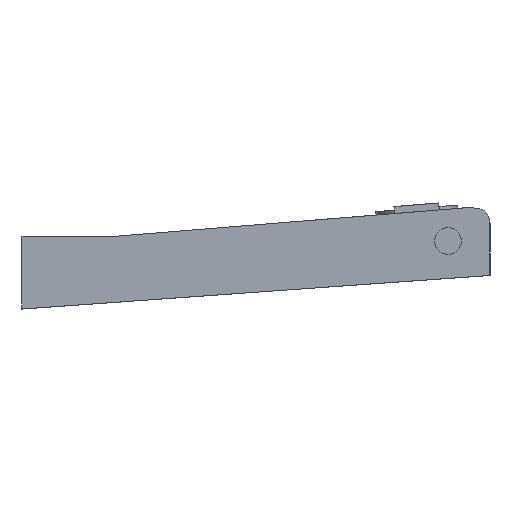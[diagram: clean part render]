
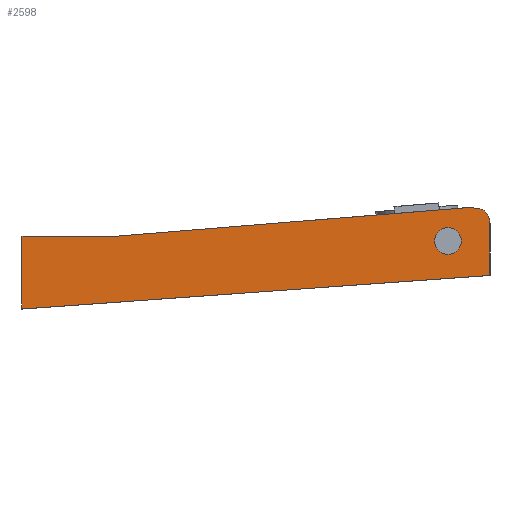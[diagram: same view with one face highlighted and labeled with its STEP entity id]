
A CAD part, left-side view. The second image highlights one B-rep face of the part: STEP entity #2598.
In plain terms, the highlighted planar face has unit normal (-1, 0, 0).
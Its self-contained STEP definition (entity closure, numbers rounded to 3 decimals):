
#50 = AXIS2_PLACEMENT_3D ( 'NONE', #147, #2825, #675 ) ;
#56 = VERTEX_POINT ( 'NONE', #2895 ) ;
#58 = EDGE_LOOP ( 'NONE', ( #2124, #1707, #3046, #561, #224, #2134, #669, #2164, #2248 ) ) ;
#98 = CARTESIAN_POINT ( 'NONE',  ( -40.226, -23.092, 20.649 ) ) ;
#100 = DIRECTION ( 'NONE',  ( 0., -0.997, 0.081 ) ) ;
#109 = DIRECTION ( 'NONE',  ( -1., 0., 0. ) ) ;
#141 = VECTOR ( 'NONE', #734, 1000. ) ;
#147 = CARTESIAN_POINT ( 'NONE',  ( -40.226, -10.592, 15.43 ) ) ;
#207 = VECTOR ( 'NONE', #100, 1000. ) ;
#224 = ORIENTED_EDGE ( 'NONE', *, *, #982, .F. ) ;
#281 = LINE ( 'NONE', #568, #1388 ) ;
#407 = EDGE_CURVE ( 'NONE', #1485, #1012, #1030, .T. ) ;
#433 = CARTESIAN_POINT ( 'NONE',  ( -40.226, -17.258, 25.43 ) ) ;
#459 = VERTEX_POINT ( 'NONE', #3141 ) ;
#484 = CARTESIAN_POINT ( 'NONE',  ( -40.226, 116.075, -6.804 ) ) ;
#529 = AXIS2_PLACEMENT_3D ( 'NONE', #2560, #109, #2591 ) ;
#561 = ORIENTED_EDGE ( 'NONE', *, *, #2274, .T. ) ;
#568 = CARTESIAN_POINT ( 'NONE',  ( -40.226, -21.925, 24.652 ) ) ;
#664 = CARTESIAN_POINT ( 'NONE',  ( -40.226, -23.092, 5.196 ) ) ;
#669 = ORIENTED_EDGE ( 'NONE', *, *, #2079, .F. ) ;
#675 = DIRECTION ( 'NONE',  ( 0., 0., 1. ) ) ;
#678 = DIRECTION ( 'NONE',  ( -1., 0., 0. ) ) ;
#730 = VERTEX_POINT ( 'NONE', #2182 ) ;
#734 = DIRECTION ( 'NONE',  ( 0., -0.986, -0.164 ) ) ;
#748 = CARTESIAN_POINT ( 'NONE',  ( -40.226, 116.075, 16.863 ) ) ;
#805 = FACE_BOUND ( 'NONE', #1521, .T. ) ;
#818 = DIRECTION ( 'NONE',  ( 0., 0., -1. ) ) ;
#868 = CARTESIAN_POINT ( 'NONE',  ( -40.226, -22.564, 22.759 ) ) ;
#890 = VERTEX_POINT ( 'NONE', #98 ) ;
#944 = DIRECTION ( 'NONE',  ( 0., 0., 1. ) ) ;
#980 = DIRECTION ( 'NONE',  ( 0., 0., 1. ) ) ;
#982 = EDGE_CURVE ( 'NONE', #1485, #1293, #281, .T. ) ;
#1012 = VERTEX_POINT ( 'NONE', #2699 ) ;
#1019 = LINE ( 'NONE', #3014, #2801 ) ;
#1030 = CIRCLE ( 'NONE', #1853, 3.333 ) ;
#1095 = ORIENTED_EDGE ( 'NONE', *, *, #1525, .F. ) ;
#1140 = CARTESIAN_POINT ( 'NONE',  ( -40.226, -19.406, 21.692 ) ) ;
#1189 = VECTOR ( 'NONE', #2999, 1000. ) ;
#1246 = EDGE_CURVE ( 'NONE', #730, #1646, #1483, .T. ) ;
#1293 = VERTEX_POINT ( 'NONE', #2694 ) ;
#1377 = VECTOR ( 'NONE', #944, 1000. ) ;
#1385 = EDGE_CURVE ( 'NONE', #56, #3036, #1807, .T. ) ;
#1388 = VECTOR ( 'NONE', #2939, 1000. ) ;
#1403 = EDGE_CURVE ( 'NONE', #890, #2826, #1019, .T. ) ;
#1483 = LINE ( 'NONE', #484, #1377 ) ;
#1485 = VERTEX_POINT ( 'NONE', #868 ) ;
#1519 = CARTESIAN_POINT ( 'NONE',  ( -40.226, -10.592, 15.43 ) ) ;
#1521 = EDGE_LOOP ( 'NONE', ( #1095, #2688 ) ) ;
#1525 = EDGE_CURVE ( 'NONE', #2925, #459, #2390, .T. ) ;
#1537 = DIRECTION ( 'NONE',  ( -1., 0., 0. ) ) ;
#1546 = AXIS2_PLACEMENT_3D ( 'NONE', #2219, #1956, #2924 ) ;
#1568 = VECTOR ( 'NONE', #2137, 1000. ) ;
#1606 = CARTESIAN_POINT ( 'NONE',  ( -40.226, -23.092, 5.196 ) ) ;
#1646 = VERTEX_POINT ( 'NONE', #2170 ) ;
#1655 = DIRECTION ( 'NONE',  ( 0., 0., -1. ) ) ;
#1707 = ORIENTED_EDGE ( 'NONE', *, *, #2762, .T. ) ;
#1807 = LINE ( 'NONE', #2246, #207 ) ;
#1853 = AXIS2_PLACEMENT_3D ( 'NONE', #1140, #678, #1655 ) ;
#1956 = DIRECTION ( 'NONE',  ( 1., 0., 0. ) ) ;
#1957 = CIRCLE ( 'NONE', #529, 3.333 ) ;
#2012 = CARTESIAN_POINT ( 'NONE',  ( -40.226, -10.592, 19.388 ) ) ;
#2016 = FACE_OUTER_BOUND ( 'NONE', #58, .T. ) ;
#2079 = EDGE_CURVE ( 'NONE', #3036, #1012, #3104, .T. ) ;
#2104 = EDGE_CURVE ( 'NONE', #1646, #56, #2928, .T. ) ;
#2124 = ORIENTED_EDGE ( 'NONE', *, *, #1246, .F. ) ;
#2134 = ORIENTED_EDGE ( 'NONE', *, *, #407, .T. ) ;
#2137 = DIRECTION ( 'NONE',  ( 0., -1., 0. ) ) ;
#2161 = CIRCLE ( 'NONE', #2770, 3.958 ) ;
#2164 = ORIENTED_EDGE ( 'NONE', *, *, #1385, .F. ) ;
#2170 = CARTESIAN_POINT ( 'NONE',  ( -40.226, 116.075, 16.863 ) ) ;
#2182 = CARTESIAN_POINT ( 'NONE',  ( -40.226, 116.075, -4.804 ) ) ;
#2219 = CARTESIAN_POINT ( 'NONE',  ( -40.226, -30.592, -6.804 ) ) ;
#2246 = CARTESIAN_POINT ( 'NONE',  ( -40.226, 87.958, 16.863 ) ) ;
#2248 = ORIENTED_EDGE ( 'NONE', *, *, #2104, .F. ) ;
#2274 = EDGE_CURVE ( 'NONE', #890, #1293, #1957, .T. ) ;
#2390 = CIRCLE ( 'NONE', #50, 3.958 ) ;
#2398 = CARTESIAN_POINT ( 'NONE',  ( -40.226, -17.258, 25.43 ) ) ;
#2546 = EDGE_CURVE ( 'NONE', #459, #2925, #2161, .T. ) ;
#2555 = LINE ( 'NONE', #1606, #1189 ) ;
#2560 = CARTESIAN_POINT ( 'NONE',  ( -40.226, -19.758, 20.649 ) ) ;
#2591 = DIRECTION ( 'NONE',  ( 0., 0., -1. ) ) ;
#2598 = ADVANCED_FACE ( 'NONE', ( #805, #2016 ), #2936, .F. ) ;
#2688 = ORIENTED_EDGE ( 'NONE', *, *, #2546, .F. ) ;
#2694 = CARTESIAN_POINT ( 'NONE',  ( -40.226, -22.916, 21.715 ) ) ;
#2699 = CARTESIAN_POINT ( 'NONE',  ( -40.226, -19.954, 24.98 ) ) ;
#2762 = EDGE_CURVE ( 'NONE', #730, #2826, #2555, .T. ) ;
#2770 = AXIS2_PLACEMENT_3D ( 'NONE', #1519, #1537, #980 ) ;
#2801 = VECTOR ( 'NONE', #818, 1000. ) ;
#2825 = DIRECTION ( 'NONE',  ( -1., 0., 0. ) ) ;
#2826 = VERTEX_POINT ( 'NONE', #664 ) ;
#2895 = CARTESIAN_POINT ( 'NONE',  ( -40.226, 87.958, 16.863 ) ) ;
#2924 = DIRECTION ( 'NONE',  ( 0., 1., 0. ) ) ;
#2925 = VERTEX_POINT ( 'NONE', #2012 ) ;
#2928 = LINE ( 'NONE', #748, #1568 ) ;
#2936 = PLANE ( 'NONE',  #1546 ) ;
#2939 = DIRECTION ( 'NONE',  ( 0., -0.32, -0.947 ) ) ;
#2999 = DIRECTION ( 'NONE',  ( 0., -0.997, 0.072 ) ) ;
#3014 = CARTESIAN_POINT ( 'NONE',  ( -40.226, -23.092, 21.196 ) ) ;
#3036 = VERTEX_POINT ( 'NONE', #433 ) ;
#3046 = ORIENTED_EDGE ( 'NONE', *, *, #1403, .F. ) ;
#3104 = LINE ( 'NONE', #2398, #141 ) ;
#3141 = CARTESIAN_POINT ( 'NONE',  ( -40.226, -10.592, 11.471 ) ) ;
